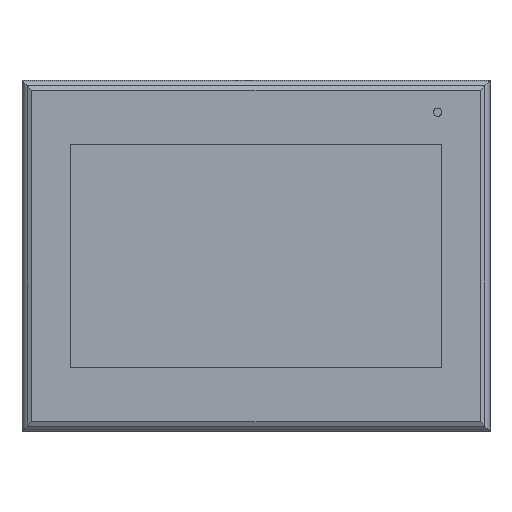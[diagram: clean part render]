
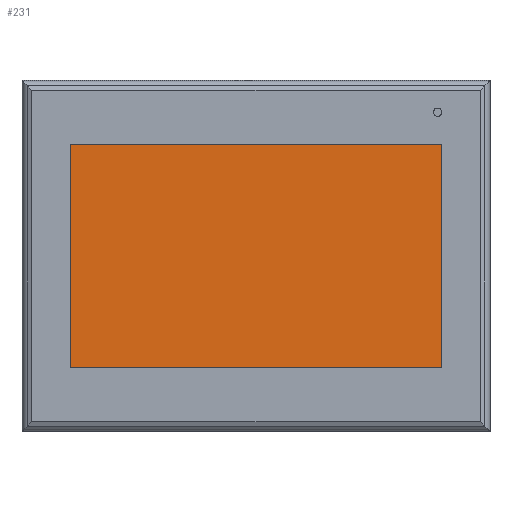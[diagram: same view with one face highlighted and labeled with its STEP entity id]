
A CAD part, top view. The second image highlights one B-rep face of the part: STEP entity #231.
In plain terms, the highlighted planar face has unit normal (0, 0, 1).
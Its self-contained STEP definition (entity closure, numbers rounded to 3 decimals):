
#100=AXIS2_PLACEMENT_3D('Plane Axis2P3D',#97,#98,#99) ;
#97=CARTESIAN_POINT('Axis2P3D Location',(96.,72.,35.81)) ;
#126=CARTESIAN_POINT('Vertex',(172.2,117.72,35.81)) ;
#140=CARTESIAN_POINT('Vertex',(19.8,117.72,35.81)) ;
#143=CARTESIAN_POINT('Line Origine',(96.,117.72,35.81)) ;
#167=CARTESIAN_POINT('Vertex',(172.2,26.28,35.81)) ;
#175=CARTESIAN_POINT('Line Origine',(172.2,72.,35.81)) ;
#204=CARTESIAN_POINT('Vertex',(19.8,26.28,35.81)) ;
#207=CARTESIAN_POINT('Line Origine',(19.8,72.,35.81)) ;
#220=CARTESIAN_POINT('Line Origine',(96.,26.28,35.81)) ;
#98=DIRECTION('Axis2P3D Direction',(0.,0.,1.)) ;
#99=DIRECTION('Axis2P3D XDirection',(1.,0.,0.)) ;
#144=DIRECTION('Vector Direction',(-1.,0.,0.)) ;
#176=DIRECTION('Vector Direction',(0.,1.,0.)) ;
#208=DIRECTION('Vector Direction',(0.,-1.,0.)) ;
#221=DIRECTION('Vector Direction',(1.,0.,0.)) ;
#145=VECTOR('Line Direction',#144,1.) ;
#177=VECTOR('Line Direction',#176,1.) ;
#209=VECTOR('Line Direction',#208,1.) ;
#222=VECTOR('Line Direction',#221,1.) ;
#226=ORIENTED_EDGE('',*,*,#147,.T.) ;
#227=ORIENTED_EDGE('',*,*,#211,.T.) ;
#228=ORIENTED_EDGE('',*,*,#224,.T.) ;
#229=ORIENTED_EDGE('',*,*,#179,.T.) ;
#231=ADVANCED_FACE('MONITOR',(#230),#101,.T.) ;
#147=EDGE_CURVE('',#127,#141,#146,.T.) ;
#179=EDGE_CURVE('',#168,#127,#178,.T.) ;
#211=EDGE_CURVE('',#141,#205,#210,.T.) ;
#224=EDGE_CURVE('',#205,#168,#223,.T.) ;
#225=EDGE_LOOP('',(#226,#227,#228,#229)) ;
#230=FACE_OUTER_BOUND('',#225,.T.) ;
#146=LINE('Line',#143,#145) ;
#178=LINE('Line',#175,#177) ;
#210=LINE('Line',#207,#209) ;
#223=LINE('Line',#220,#222) ;
#101=PLANE('',#100) ;
#127=VERTEX_POINT('',#126) ;
#141=VERTEX_POINT('',#140) ;
#168=VERTEX_POINT('',#167) ;
#205=VERTEX_POINT('',#204) ;
